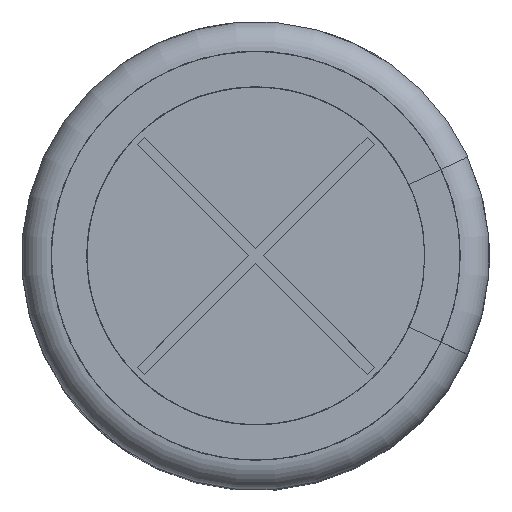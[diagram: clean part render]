
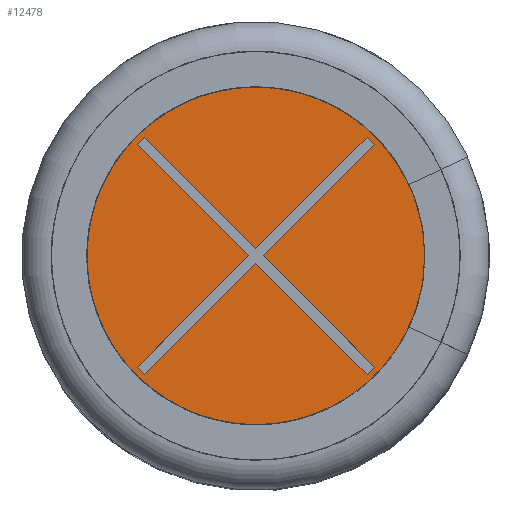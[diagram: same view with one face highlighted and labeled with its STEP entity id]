
A CAD part, top view. The second image highlights one B-rep face of the part: STEP entity #12478.
In plain terms, the highlighted planar face has unit normal (0, 0, 1).
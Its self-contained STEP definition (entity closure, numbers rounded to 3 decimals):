
#1052=LINE('',#23909,#1719);
#1055=LINE('',#23915,#1722);
#1057=LINE('',#23919,#1724);
#1059=LINE('',#23923,#1726);
#1061=LINE('',#23927,#1728);
#1063=LINE('',#23931,#1730);
#1065=LINE('',#23935,#1732);
#1067=LINE('',#23939,#1734);
#1069=LINE('',#23943,#1736);
#1071=LINE('',#23947,#1738);
#1073=LINE('',#23951,#1740);
#1075=LINE('',#23955,#1742);
#1719=VECTOR('',#15599,1000.);
#1722=VECTOR('',#15604,1000.);
#1724=VECTOR('',#15608,1000.);
#1726=VECTOR('',#15612,1000.);
#1728=VECTOR('',#15616,1000.);
#1730=VECTOR('',#15620,1000.);
#1732=VECTOR('',#15624,1000.);
#1734=VECTOR('',#15628,1000.);
#1736=VECTOR('',#15632,1000.);
#1738=VECTOR('',#15636,1000.);
#1740=VECTOR('',#15640,1000.);
#1742=VECTOR('',#15644,1000.);
#4328=ORIENTED_EDGE('',*,*,#5578,.T.);
#4329=ORIENTED_EDGE('',*,*,#5601,.T.);
#4330=ORIENTED_EDGE('',*,*,#5599,.T.);
#4331=ORIENTED_EDGE('',*,*,#5597,.T.);
#4332=ORIENTED_EDGE('',*,*,#5595,.T.);
#4333=ORIENTED_EDGE('',*,*,#5593,.T.);
#4334=ORIENTED_EDGE('',*,*,#5591,.T.);
#4335=ORIENTED_EDGE('',*,*,#5589,.T.);
#4336=ORIENTED_EDGE('',*,*,#5587,.T.);
#4337=ORIENTED_EDGE('',*,*,#5585,.T.);
#4338=ORIENTED_EDGE('',*,*,#5583,.T.);
#4339=ORIENTED_EDGE('',*,*,#5581,.T.);
#4340=ORIENTED_EDGE('',*,*,#5605,.F.);
#5578=EDGE_CURVE('',#6449,#6450,#1052,.T.);
#5581=EDGE_CURVE('',#6451,#6449,#1055,.T.);
#5583=EDGE_CURVE('',#6452,#6451,#1057,.T.);
#5585=EDGE_CURVE('',#6453,#6452,#1059,.T.);
#5587=EDGE_CURVE('',#6454,#6453,#1061,.T.);
#5589=EDGE_CURVE('',#6455,#6454,#1063,.T.);
#5591=EDGE_CURVE('',#6456,#6455,#1065,.T.);
#5593=EDGE_CURVE('',#6457,#6456,#1067,.T.);
#5595=EDGE_CURVE('',#6458,#6457,#1069,.T.);
#5597=EDGE_CURVE('',#6459,#6458,#1071,.T.);
#5599=EDGE_CURVE('',#6460,#6459,#1073,.T.);
#5601=EDGE_CURVE('',#6450,#6460,#1075,.T.);
#5605=EDGE_CURVE('',#6464,#6464,#6767,.T.);
#6449=VERTEX_POINT('',#23910);
#6450=VERTEX_POINT('',#23911);
#6451=VERTEX_POINT('',#23916);
#6452=VERTEX_POINT('',#23920);
#6453=VERTEX_POINT('',#23924);
#6454=VERTEX_POINT('',#23928);
#6455=VERTEX_POINT('',#23932);
#6456=VERTEX_POINT('',#23936);
#6457=VERTEX_POINT('',#23940);
#6458=VERTEX_POINT('',#23944);
#6459=VERTEX_POINT('',#23948);
#6460=VERTEX_POINT('',#23952);
#6464=VERTEX_POINT('',#23966);
#6767=CIRCLE('',#13322,4.371);
#7388=EDGE_LOOP('',(#4328,#4329,#4330,#4331,#4332,#4333,#4334,#4335,#4336,
#4337,#4338,#4339));
#7389=EDGE_LOOP('',(#4340));
#8018=FACE_BOUND('',#7388,.T.);
#8019=FACE_BOUND('',#7389,.T.);
#8352=PLANE('',#13323);
#12478=ADVANCED_FACE('',(#8018,#8019),#8352,.T.);
#13322=AXIS2_PLACEMENT_3D('',#23965,#15657,#15658);
#13323=AXIS2_PLACEMENT_3D('',#23967,#15659,#15660);
#15599=DIRECTION('',(0.707,0.707,0.));
#15604=DIRECTION('',(-0.707,0.707,0.));
#15608=DIRECTION('',(0.707,0.707,0.));
#15612=DIRECTION('',(-0.707,0.707,0.));
#15616=DIRECTION('',(-0.707,-0.707,0.));
#15620=DIRECTION('',(-0.707,0.707,0.));
#15624=DIRECTION('',(-0.707,-0.707,0.));
#15628=DIRECTION('',(0.707,-0.707,0.));
#15632=DIRECTION('',(-0.707,-0.707,0.));
#15636=DIRECTION('',(0.707,-0.707,0.));
#15640=DIRECTION('',(0.707,0.707,0.));
#15644=DIRECTION('',(0.707,-0.707,0.));
#15657=DIRECTION('',(0.,0.,-1.));
#15658=DIRECTION('',(-1.,0.,0.));
#15659=DIRECTION('',(0.,0.,1.));
#15660=DIRECTION('',(1.,0.,0.));
#23909=CARTESIAN_POINT('',(-2.375,2.533,12.28));
#23910=CARTESIAN_POINT('',(-2.533,2.375,12.28));
#23911=CARTESIAN_POINT('',(-2.375,2.533,12.28));
#23915=CARTESIAN_POINT('',(-0.157,0.,12.28));
#23916=CARTESIAN_POINT('',(-0.157,0.,12.28));
#23919=CARTESIAN_POINT('',(-0.157,0.,12.28));
#23920=CARTESIAN_POINT('',(-2.533,-2.375,12.28));
#23923=CARTESIAN_POINT('',(-2.375,-2.533,12.28));
#23924=CARTESIAN_POINT('',(-2.375,-2.533,12.28));
#23927=CARTESIAN_POINT('',(0.,-0.157,12.28));
#23928=CARTESIAN_POINT('',(0.,-0.157,12.28));
#23931=CARTESIAN_POINT('',(0.,-0.157,12.28));
#23932=CARTESIAN_POINT('',(2.375,-2.533,12.28));
#23935=CARTESIAN_POINT('',(2.533,-2.375,12.28));
#23936=CARTESIAN_POINT('',(2.533,-2.375,12.28));
#23939=CARTESIAN_POINT('',(0.157,0.,12.28));
#23940=CARTESIAN_POINT('',(0.157,0.,12.28));
#23943=CARTESIAN_POINT('',(0.157,0.,12.28));
#23944=CARTESIAN_POINT('',(2.533,2.375,12.28));
#23947=CARTESIAN_POINT('',(2.533,2.375,12.28));
#23948=CARTESIAN_POINT('',(2.375,2.533,12.28));
#23951=CARTESIAN_POINT('',(0.,0.157,12.28));
#23952=CARTESIAN_POINT('',(0.,0.157,12.28));
#23955=CARTESIAN_POINT('',(0.,0.157,12.28));
#23965=CARTESIAN_POINT('',(0.,0.,12.28));
#23966=CARTESIAN_POINT('',(-4.371,0.,12.28));
#23967=CARTESIAN_POINT('',(-4.371,0.,12.28));
